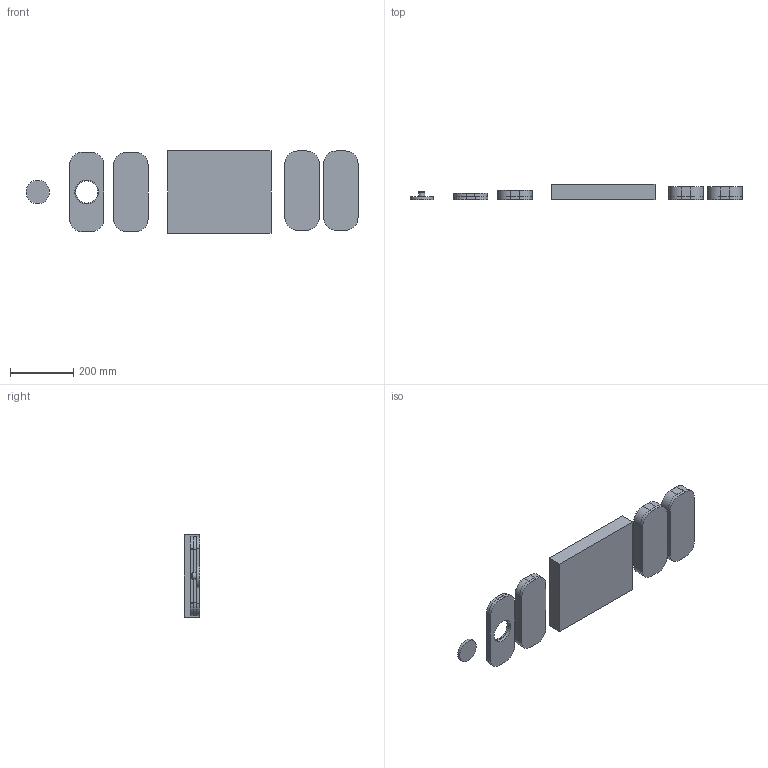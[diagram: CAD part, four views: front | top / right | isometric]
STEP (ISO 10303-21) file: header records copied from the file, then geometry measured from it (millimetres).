
FILE_DESCRIPTION(/* description */ (''),/* implementation_level */ '2;1');
FILE_NAME(/* name */ 'insert_test.step',/* time_stamp */ '2026-01-06T09:35:49+01:00',/* author */ (''),/* organization */ (''),/* preprocessor_version */ 'ST-DEVELOPER v20.1',/* originating_system */ 'Autodesk Translation Framework v14.21.0.0',/* authorisation */ '');
FILE_SCHEMA (('AUTOMOTIVE_DESIGN { 1 0 10303 214 3 1 1 }'));
Length unit declared in the file: millimetre
Products named in the file (1): inser
Bounding box: 1051.15 x 48 x 262 mm (x, y, z)
Volume: 2164105.2 mm3; surface area: 630688.8 mm2
Topology: 6 solids, 6 shells, 107 faces, 258 edges, 172 vertices
Faces by surface type: plane 65, cylinder 41, torus 1
Full cylindrical faces by diameter (mm): 20 x1, 70 x1, 74.4 x1, 75 x1, 80 x1
Entity records: 3169 total; most frequent: DIRECTION 559, CARTESIAN_POINT 538, ORIENTED_EDGE 516, EDGE_CURVE 258, AXIS2_PLACEMENT_3D 193, LINE 173, VECTOR 173, VERTEX_POINT 172
